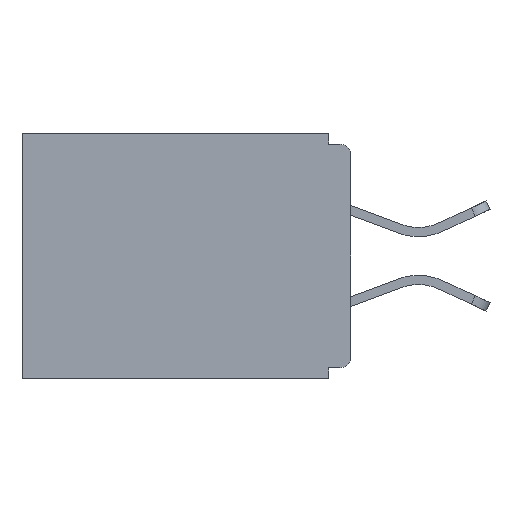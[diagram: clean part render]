
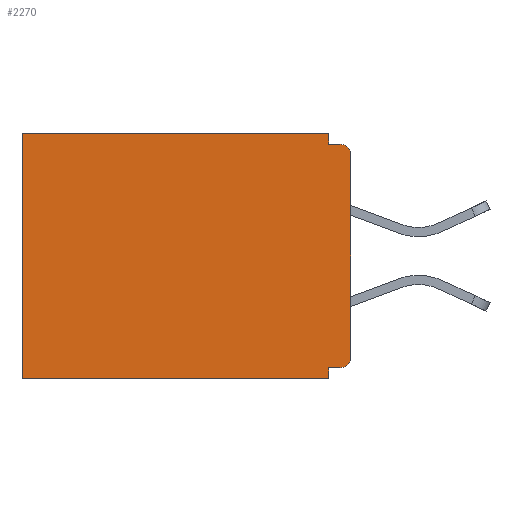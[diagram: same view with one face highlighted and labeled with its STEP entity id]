
A CAD part, left-side view. The second image highlights one B-rep face of the part: STEP entity #2270.
In plain terms, the highlighted planar face has unit normal (-1, 0, 0).
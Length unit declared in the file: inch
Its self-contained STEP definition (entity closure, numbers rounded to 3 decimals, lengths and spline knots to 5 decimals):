
#814 = VECTOR ( 'NONE', #14399, 39.37008 ) ;
#933 = ORIENTED_EDGE ( 'NONE', *, *, #20900, .T. ) ;
#947 = CARTESIAN_POINT ( 'NONE',  ( 0.298, 0.015, -0.03 ) ) ;
#1591 = CARTESIAN_POINT ( 'NONE',  ( 0.298, 0., -0.015 ) ) ;
#1605 = EDGE_CURVE ( 'NONE', #12362, #8118, #3338, .T. ) ;
#1904 = VERTEX_POINT ( 'NONE', #16317 ) ;
#2157 = VERTEX_POINT ( 'NONE', #12603 ) ;
#2262 = DIRECTION ( 'NONE',  ( 0., 1., 0. ) ) ;
#2270 = ADVANCED_FACE ( 'NONE', ( #18240 ), #17928, .F. ) ;
#2605 = VERTEX_POINT ( 'NONE', #7599 ) ;
#3086 = DIRECTION ( 'NONE',  ( -1., 0., 0. ) ) ;
#3100 = CARTESIAN_POINT ( 'NONE',  ( 0.298, 0.015, -0.015 ) ) ;
#3255 = CARTESIAN_POINT ( 'NONE',  ( 0.298, 0.015, -0.328 ) ) ;
#3283 = CARTESIAN_POINT ( 'NONE',  ( 0.298, 0., -0.343 ) ) ;
#3338 = LINE ( 'NONE', #17981, #7189 ) ;
#3634 = VECTOR ( 'NONE', #19800, 39.37008 ) ;
#3802 = CIRCLE ( 'NONE', #8130, 0.015 ) ;
#4142 = LINE ( 'NONE', #14935, #3634 ) ;
#4501 = DIRECTION ( 'NONE',  ( 0., 0., -1. ) ) ;
#4982 = VERTEX_POINT ( 'NONE', #7207 ) ;
#5712 = EDGE_LOOP ( 'NONE', ( #11761, #19300, #11009, #11378, #13443, #19532, #5776, #8022, #933, #20203 ) ) ;
#5776 = ORIENTED_EDGE ( 'NONE', *, *, #9097, .F. ) ;
#5940 = CARTESIAN_POINT ( 'NONE',  ( 0.298, 0.031, -0.343 ) ) ;
#6676 = VECTOR ( 'NONE', #2262, 39.37008 ) ;
#7189 = VECTOR ( 'NONE', #16336, 39.37008 ) ;
#7207 = CARTESIAN_POINT ( 'NONE',  ( 0.298, 0.031, -0.015 ) ) ;
#7265 = CARTESIAN_POINT ( 'NONE',  ( 0.298, 0.46, 0. ) ) ;
#7586 = DIRECTION ( 'NONE',  ( -1., 0., 0. ) ) ;
#7599 = CARTESIAN_POINT ( 'NONE',  ( 0.298, 0.46, -0.343 ) ) ;
#7861 = DIRECTION ( 'NONE',  ( 0., 0., -1. ) ) ;
#8022 = ORIENTED_EDGE ( 'NONE', *, *, #13555, .F. ) ;
#8074 = LINE ( 'NONE', #5940, #20751 ) ;
#8118 = VERTEX_POINT ( 'NONE', #9227 ) ;
#8130 = AXIS2_PLACEMENT_3D ( 'NONE', #17762, #3086, #4501 ) ;
#8172 = DIRECTION ( 'NONE',  ( 0., 0., -1. ) ) ;
#8692 = VERTEX_POINT ( 'NONE', #3255 ) ;
#9097 = EDGE_CURVE ( 'NONE', #2157, #17730, #8074, .T. ) ;
#9227 = CARTESIAN_POINT ( 'NONE',  ( 0.298, 0., -0.313 ) ) ;
#9379 = LINE ( 'NONE', #14499, #18154 ) ;
#9690 = CIRCLE ( 'NONE', #19786, 0.015 ) ;
#10941 = VERTEX_POINT ( 'NONE', #3100 ) ;
#11009 = ORIENTED_EDGE ( 'NONE', *, *, #16866, .F. ) ;
#11378 = ORIENTED_EDGE ( 'NONE', *, *, #12718, .T. ) ;
#11607 = EDGE_CURVE ( 'NONE', #17730, #2605, #18265, .T. ) ;
#11667 = DIRECTION ( 'NONE',  ( 1., 0., 0. ) ) ;
#11694 = CARTESIAN_POINT ( 'NONE',  ( 0.298, 0., -0.328 ) ) ;
#11754 = EDGE_CURVE ( 'NONE', #4982, #10941, #20462, .T. ) ;
#11761 = ORIENTED_EDGE ( 'NONE', *, *, #21218, .T. ) ;
#12362 = VERTEX_POINT ( 'NONE', #20503 ) ;
#12383 = LINE ( 'NONE', #16379, #19897 ) ;
#12603 = CARTESIAN_POINT ( 'NONE',  ( 0.298, 0.031, -0.328 ) ) ;
#12718 = EDGE_CURVE ( 'NONE', #1904, #16534, #4142, .T. ) ;
#13182 = AXIS2_PLACEMENT_3D ( 'NONE', #17998, #11667, #13302 ) ;
#13302 = DIRECTION ( 'NONE',  ( 0., 0., -1. ) ) ;
#13443 = ORIENTED_EDGE ( 'NONE', *, *, #18297, .T. ) ;
#13555 = EDGE_CURVE ( 'NONE', #8692, #2157, #14923, .T. ) ;
#14384 = VECTOR ( 'NONE', #14848, 39.37008 ) ;
#14399 = DIRECTION ( 'NONE',  ( 0., -1., 0. ) ) ;
#14499 = CARTESIAN_POINT ( 'NONE',  ( 0.298, 0.031, -0.343 ) ) ;
#14848 = DIRECTION ( 'NONE',  ( 0., 1., 0. ) ) ;
#14923 = LINE ( 'NONE', #11694, #14384 ) ;
#14935 = CARTESIAN_POINT ( 'NONE',  ( 0.298, 0., 0. ) ) ;
#16317 = CARTESIAN_POINT ( 'NONE',  ( 0.298, 0.031, 0. ) ) ;
#16336 = DIRECTION ( 'NONE',  ( 0., 0., -1. ) ) ;
#16379 = CARTESIAN_POINT ( 'NONE',  ( 0.298, 0.46, 0. ) ) ;
#16534 = VERTEX_POINT ( 'NONE', #7265 ) ;
#16866 = EDGE_CURVE ( 'NONE', #1904, #4982, #9379, .T. ) ;
#17730 = VERTEX_POINT ( 'NONE', #18254 ) ;
#17762 = CARTESIAN_POINT ( 'NONE',  ( 0.298, 0.015, -0.313 ) ) ;
#17928 = PLANE ( 'NONE',  #13182 ) ;
#17981 = CARTESIAN_POINT ( 'NONE',  ( 0.298, 0., 0. ) ) ;
#17998 = CARTESIAN_POINT ( 'NONE',  ( 0.298, 0., 0. ) ) ;
#18154 = VECTOR ( 'NONE', #8172, 39.37008 ) ;
#18240 = FACE_OUTER_BOUND ( 'NONE', #5712, .T. ) ;
#18254 = CARTESIAN_POINT ( 'NONE',  ( 0.298, 0.031, -0.343 ) ) ;
#18265 = LINE ( 'NONE', #3283, #6676 ) ;
#18297 = EDGE_CURVE ( 'NONE', #16534, #2605, #12383, .T. ) ;
#19300 = ORIENTED_EDGE ( 'NONE', *, *, #11754, .F. ) ;
#19335 = DIRECTION ( 'NONE',  ( 0., 0., -1. ) ) ;
#19532 = ORIENTED_EDGE ( 'NONE', *, *, #11607, .F. ) ;
#19786 = AXIS2_PLACEMENT_3D ( 'NONE', #947, #7586, #7861 ) ;
#19800 = DIRECTION ( 'NONE',  ( 0., 1., 0. ) ) ;
#19897 = VECTOR ( 'NONE', #19335, 39.37008 ) ;
#20203 = ORIENTED_EDGE ( 'NONE', *, *, #1605, .F. ) ;
#20462 = LINE ( 'NONE', #1591, #814 ) ;
#20503 = CARTESIAN_POINT ( 'NONE',  ( 0.298, 0., -0.03 ) ) ;
#20751 = VECTOR ( 'NONE', #20945, 39.37008 ) ;
#20900 = EDGE_CURVE ( 'NONE', #8692, #8118, #3802, .T. ) ;
#20945 = DIRECTION ( 'NONE',  ( 0., 0., -1. ) ) ;
#21218 = EDGE_CURVE ( 'NONE', #12362, #10941, #9690, .T. ) ;
